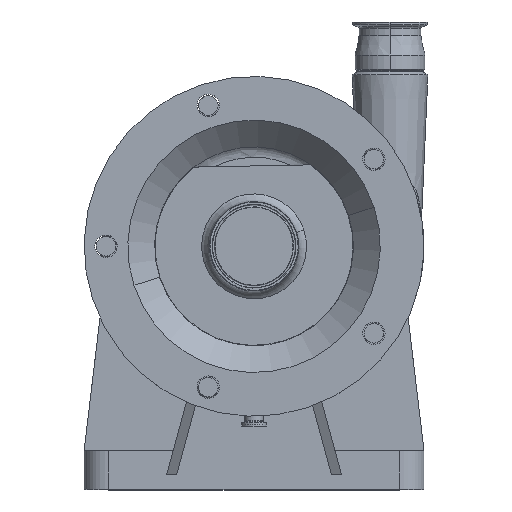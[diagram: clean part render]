
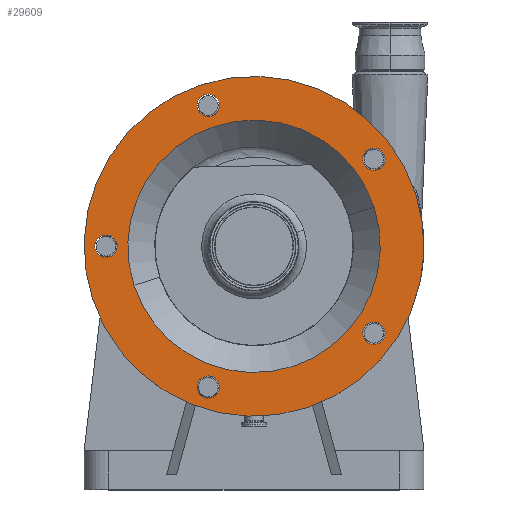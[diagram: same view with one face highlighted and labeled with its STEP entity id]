
A CAD part, top view. The second image highlights one B-rep face of the part: STEP entity #29609.
In plain terms, the highlighted planar face has unit normal (0, 0, 1).
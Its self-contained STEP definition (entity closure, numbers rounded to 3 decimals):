
#14 = CARTESIAN_POINT ( 'NONE',  ( -47.125, 145.036, 299.5 ) ) ;
#32 = CARTESIAN_POINT ( 'NONE',  ( -58.062, -148.59, 299.5 ) ) ;
#37 = CARTESIAN_POINT ( 'NONE',  ( -36.188, -141.482, 299.5 ) ) ;
#146 = CIRCLE ( 'NONE', #179, 11.5 ) ;
#147 = CARTESIAN_POINT ( 'NONE',  ( -47.125, -145.036, 299.5 ) ) ;
#148 = CIRCLE ( 'NONE', #174, 11.5 ) ;
#172 = DIRECTION ( 'NONE',  ( 0.951, 0.309, 0. ) ) ;
#173 = DIRECTION ( 'NONE',  ( 0., 0., 1. ) ) ;
#174 = AXIS2_PLACEMENT_3D ( 'NONE', #147, #173, #172 ) ;
#177 = DIRECTION ( 'NONE',  ( 0.951, 0.309, 0. ) ) ;
#178 = DIRECTION ( 'NONE',  ( 0., 0., 1. ) ) ;
#179 = AXIS2_PLACEMENT_3D ( 'NONE', #14, #178, #177 ) ;
#273 = CARTESIAN_POINT ( 'NONE',  ( 134.312, -86.084, 299.5 ) ) ;
#277 = CARTESIAN_POINT ( 'NONE',  ( -163.437, -3.554, 299.5 ) ) ;
#1347 = CARTESIAN_POINT ( 'NONE',  ( 123.375, -89.637, 299.5 ) ) ;
#1348 = AXIS2_PLACEMENT_3D ( 'NONE', #1347, #1548, #1547 ) ;
#1349 = CARTESIAN_POINT ( 'NONE',  ( 134.312, 93.191, 299.5 ) ) ;
#1357 = CIRCLE ( 'NONE', #1348, 11.5 ) ;
#1358 = CARTESIAN_POINT ( 'NONE',  ( 123.637, 40.172, 299.5 ) ) ;
#1359 = CIRCLE ( 'NONE', #1488, 130. ) ;
#1379 = DIRECTION ( 'NONE',  ( 0.951, 0.309, 0. ) ) ;
#1380 = DIRECTION ( 'NONE',  ( 0., 0., 1. ) ) ;
#1387 = DIRECTION ( 'NONE',  ( 0.951, 0.309, 0. ) ) ;
#1388 = DIRECTION ( 'NONE',  ( 0., 0., 1. ) ) ;
#1389 = CARTESIAN_POINT ( 'NONE',  ( 123.375, 89.637, 299.5 ) ) ;
#1393 = AXIS2_PLACEMENT_3D ( 'NONE', #1389, #1388, #1387 ) ;
#1394 = DIRECTION ( 'NONE',  ( 0.951, 0.309, 0. ) ) ;
#1395 = DIRECTION ( 'NONE',  ( 0., 0., 1. ) ) ;
#1396 = CARTESIAN_POINT ( 'NONE',  ( 0., 0., 299.5 ) ) ;
#1397 = AXIS2_PLACEMENT_3D ( 'NONE', #1396, #1395, #1394 ) ;
#1398 = CARTESIAN_POINT ( 'NONE',  ( 166.435, 54.078, 299.5 ) ) ;
#1407 = CARTESIAN_POINT ( 'NONE',  ( -58.062, 141.482, 299.5 ) ) ;
#1458 = CARTESIAN_POINT ( 'NONE',  ( -123.637, -40.172, 299.5 ) ) ;
#1459 = CIRCLE ( 'NONE', #1535, 11.5 ) ;
#1462 = CARTESIAN_POINT ( 'NONE',  ( -141.563, 3.554, 299.5 ) ) ;
#1484 = CARTESIAN_POINT ( 'NONE',  ( 0., 0., 299.5 ) ) ;
#1486 = CIRCLE ( 'NONE', #1393, 11.5 ) ;
#1488 = AXIS2_PLACEMENT_3D ( 'NONE', #1484, #1380, #1379 ) ;
#1527 = DIRECTION ( 'NONE',  ( 0.951, 0.309, 0. ) ) ;
#1528 = DIRECTION ( 'NONE',  ( 0., 0., 1. ) ) ;
#1529 = CARTESIAN_POINT ( 'NONE',  ( -152.5, 0., 299.5 ) ) ;
#1531 = CIRCLE ( 'NONE', #1397, 175. ) ;
#1535 = AXIS2_PLACEMENT_3D ( 'NONE', #1529, #1528, #1527 ) ;
#1543 = CARTESIAN_POINT ( 'NONE',  ( 112.438, 86.084, 299.5 ) ) ;
#1546 = CARTESIAN_POINT ( 'NONE',  ( -36.188, 148.59, 299.5 ) ) ;
#1547 = DIRECTION ( 'NONE',  ( 0.951, 0.309, 0. ) ) ;
#1548 = DIRECTION ( 'NONE',  ( 0., 0., 1. ) ) ;
#13039 = CARTESIAN_POINT ( 'NONE',  ( -47.125, 145.036, 299.5 ) ) ;
#13043 = CIRCLE ( 'NONE', #13269, 175. ) ;
#13046 = CIRCLE ( 'NONE', #13278, 11.5 ) ;
#13264 = DIRECTION ( 'NONE',  ( 0.951, 0.309, 0. ) ) ;
#13265 = DIRECTION ( 'NONE',  ( 0., 0., 1. ) ) ;
#13267 = CARTESIAN_POINT ( 'NONE',  ( 0., 0., 299.5 ) ) ;
#13269 = AXIS2_PLACEMENT_3D ( 'NONE', #13267, #13265, #13264 ) ;
#13275 = DIRECTION ( 'NONE',  ( 0.951, 0.309, 0. ) ) ;
#13276 = DIRECTION ( 'NONE',  ( 0., 0., 1. ) ) ;
#13278 = AXIS2_PLACEMENT_3D ( 'NONE', #13039, #13276, #13275 ) ;
#18165 = DIRECTION ( 'NONE',  ( 0.951, 0.309, 0. ) ) ;
#18166 = DIRECTION ( 'NONE',  ( 0., 0., 1. ) ) ;
#18167 = CARTESIAN_POINT ( 'NONE',  ( 0., 0., 299.5 ) ) ;
#18168 = AXIS2_PLACEMENT_3D ( 'NONE', #18167, #18166, #18165 ) ;
#18175 = DIRECTION ( 'NONE',  ( 0.951, 0.309, 0. ) ) ;
#18176 = DIRECTION ( 'NONE',  ( 0., 0., 1. ) ) ;
#18177 = CARTESIAN_POINT ( 'NONE',  ( -152.5, 0., 299.5 ) ) ;
#18179 = CIRCLE ( 'NONE', #18168, 130. ) ;
#18187 = CIRCLE ( 'NONE', #18188, 11.5 ) ;
#18188 = AXIS2_PLACEMENT_3D ( 'NONE', #18177, #18176, #18175 ) ;
#23969 = DIRECTION ( 'NONE',  ( 0.951, 0.309, 0. ) ) ;
#23970 = DIRECTION ( 'NONE',  ( 0., 0., 1. ) ) ;
#23971 = CARTESIAN_POINT ( 'NONE',  ( 123.375, 89.637, 299.5 ) ) ;
#23972 = AXIS2_PLACEMENT_3D ( 'NONE', #23971, #23970, #23969 ) ;
#23973 = CIRCLE ( 'NONE', #23972, 11.5 ) ;
#23975 = DIRECTION ( 'NONE',  ( 0.951, 0.309, 0. ) ) ;
#23976 = DIRECTION ( 'NONE',  ( 0., 0., 1. ) ) ;
#23977 = CARTESIAN_POINT ( 'NONE',  ( 123.375, -89.637, 299.5 ) ) ;
#23978 = AXIS2_PLACEMENT_3D ( 'NONE', #23977, #23976, #23975 ) ;
#23979 = CIRCLE ( 'NONE', #23978, 11.5 ) ;
#23981 = DIRECTION ( 'NONE',  ( 0.951, 0.309, 0. ) ) ;
#23982 = DIRECTION ( 'NONE',  ( 0., 0., 1. ) ) ;
#23983 = CIRCLE ( 'NONE', #24010, 11.5 ) ;
#23987 = CARTESIAN_POINT ( 'NONE',  ( -47.125, -145.036, 299.5 ) ) ;
#24010 = AXIS2_PLACEMENT_3D ( 'NONE', #23987, #23982, #23981 ) ;
#24073 = FACE_BOUND ( 'NONE', #29754, .T. ) ;
#24075 = FACE_BOUND ( 'NONE', #29499, .T. ) ;
#24076 = PLANE ( 'NONE',  #24189 ) ;
#24170 = DIRECTION ( 'NONE',  ( -0.951, -0.309, 0. ) ) ;
#24171 = DIRECTION ( 'NONE',  ( 0., 0., -1. ) ) ;
#24175 = CARTESIAN_POINT ( 'NONE',  ( -54.078, 166.435, 299.5 ) ) ;
#24176 = FACE_BOUND ( 'NONE', #29952, .T. ) ;
#24177 = FACE_BOUND ( 'NONE', #29495, .T. ) ;
#24182 = FACE_BOUND ( 'NONE', #29610, .T. ) ;
#24183 = FACE_BOUND ( 'NONE', #29608, .T. ) ;
#24188 = FACE_OUTER_BOUND ( 'NONE', #29502, .T. ) ;
#24189 = AXIS2_PLACEMENT_3D ( 'NONE', #24175, #24171, #24170 ) ;
#25423 = VERTEX_POINT ( 'NONE', #30111 ) ;
#25456 = VERTEX_POINT ( 'NONE', #30264 ) ;
#25537 = VERTEX_POINT ( 'NONE', #1407 ) ;
#25546 = VERTEX_POINT ( 'NONE', #1462 ) ;
#25548 = EDGE_CURVE ( 'NONE', #25755, #25546, #1459, .T. ) ;
#25552 = VERTEX_POINT ( 'NONE', #1358 ) ;
#25556 = VERTEX_POINT ( 'NONE', #1458 ) ;
#25558 = EDGE_CURVE ( 'NONE', #25556, #25552, #1359, .T. ) ;
#25568 = EDGE_CURVE ( 'NONE', #25456, #25760, #1357, .T. ) ;
#25570 = VERTEX_POINT ( 'NONE', #1546 ) ;
#25574 = EDGE_CURVE ( 'NONE', #25575, #25423, #1531, .T. ) ;
#25575 = VERTEX_POINT ( 'NONE', #1398 ) ;
#25576 = VERTEX_POINT ( 'NONE', #1349 ) ;
#25577 = EDGE_CURVE ( 'NONE', #25578, #25576, #1486, .T. ) ;
#25578 = VERTEX_POINT ( 'NONE', #1543 ) ;
#25636 = EDGE_CURVE ( 'NONE', #25537, #25570, #146, .T. ) ;
#25649 = EDGE_CURVE ( 'NONE', #25696, #25653, #148, .T. ) ;
#25653 = VERTEX_POINT ( 'NONE', #37 ) ;
#25696 = VERTEX_POINT ( 'NONE', #32 ) ;
#25755 = VERTEX_POINT ( 'NONE', #277 ) ;
#25760 = VERTEX_POINT ( 'NONE', #273 ) ;
#29493 = ORIENTED_EDGE ( 'NONE', *, *, #25548, .F. ) ;
#29494 = EDGE_CURVE ( 'NONE', #25653, #25696, #23983, .T. ) ;
#29495 = EDGE_LOOP ( 'NONE', ( #29496, #29619 ) ) ;
#29496 = ORIENTED_EDGE ( 'NONE', *, *, #29501, .F. ) ;
#29497 = ORIENTED_EDGE ( 'NONE', *, *, #25649, .F. ) ;
#29498 = EDGE_CURVE ( 'NONE', #25760, #25456, #23979, .T. ) ;
#29499 = EDGE_LOOP ( 'NONE', ( #29607, #29751 ) ) ;
#29500 = ORIENTED_EDGE ( 'NONE', *, *, #25568, .F. ) ;
#29501 = EDGE_CURVE ( 'NONE', #25576, #25578, #23973, .T. ) ;
#29502 = EDGE_LOOP ( 'NONE', ( #29946, #29951 ) ) ;
#29606 = ORIENTED_EDGE ( 'NONE', *, *, #29750, .F. ) ;
#29607 = ORIENTED_EDGE ( 'NONE', *, *, #29947, .F. ) ;
#29608 = EDGE_LOOP ( 'NONE', ( #29753, #29497 ) ) ;
#29609 = ADVANCED_FACE ( 'NONE', ( #24073, #24183, #24182, #24177, #24075, #24188, #24176 ), #24076, .F. ) ;
#29610 = EDGE_LOOP ( 'NONE', ( #29756, #29500 ) ) ;
#29619 = ORIENTED_EDGE ( 'NONE', *, *, #25577, .F. ) ;
#29750 = EDGE_CURVE ( 'NONE', #25546, #25755, #18187, .T. ) ;
#29751 = ORIENTED_EDGE ( 'NONE', *, *, #25636, .F. ) ;
#29753 = ORIENTED_EDGE ( 'NONE', *, *, #29494, .F. ) ;
#29754 = EDGE_LOOP ( 'NONE', ( #29606, #29493 ) ) ;
#29756 = ORIENTED_EDGE ( 'NONE', *, *, #29498, .F. ) ;
#29758 = EDGE_CURVE ( 'NONE', #25552, #25556, #18179, .T. ) ;
#29946 = ORIENTED_EDGE ( 'NONE', *, *, #25574, .T. ) ;
#29947 = EDGE_CURVE ( 'NONE', #25570, #25537, #13046, .T. ) ;
#29948 = EDGE_CURVE ( 'NONE', #25423, #25575, #13043, .T. ) ;
#29951 = ORIENTED_EDGE ( 'NONE', *, *, #29948, .T. ) ;
#29952 = EDGE_LOOP ( 'NONE', ( #29953, #29956 ) ) ;
#29953 = ORIENTED_EDGE ( 'NONE', *, *, #29758, .F. ) ;
#29956 = ORIENTED_EDGE ( 'NONE', *, *, #25558, .F. ) ;
#30111 = CARTESIAN_POINT ( 'NONE',  ( -166.435, -54.078, 299.5 ) ) ;
#30264 = CARTESIAN_POINT ( 'NONE',  ( 112.438, -93.191, 299.5 ) ) ;
